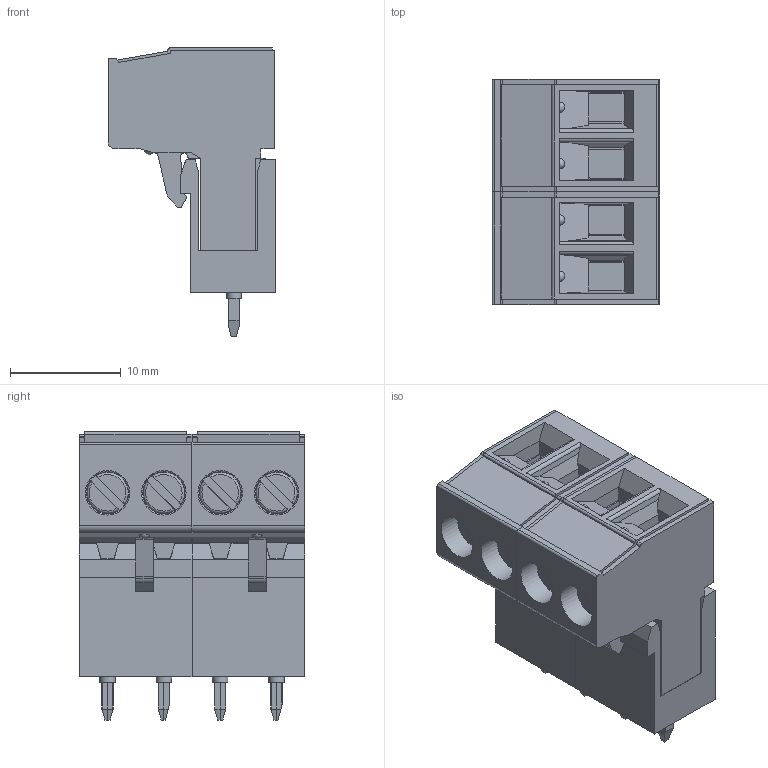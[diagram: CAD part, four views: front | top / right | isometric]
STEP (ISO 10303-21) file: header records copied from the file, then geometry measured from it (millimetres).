
FILE_DESCRIPTION(/* description */ (''),/* implementation_level */ '2;1');
FILE_NAME(/* name */ 'Terminal_Block_Ver_Top_4.step',/* time_stamp */ '2018-12-16T21:01:10-05:00',/* author */ ('xdmattz'),/* organization */ (''),/* preprocessor_version */ 'ST-DEVELOPER v17.2',/* originating_system */ 'Autodesk Translation Framework v7.6.0.251',/* authorisation */ '');
FILE_SCHEMA (('AUTOMOTIVE_DESIGN { 1 0 10303 214 3 1 1 }'));
Length unit declared in the file: millimetre
Products named in the file (8): Vert_4; pxc_1758018_04_MSTBV-2-5-2-G-5-08_3D v1; pxc_1757019_05_MSTB-2-5-2-ST-5-08_3D v1; pxc_1757019_05_MSTB-2-5-2-ST-5-08_3D v1_1; MSTB-2; MSTB-2.5-Clamp-sleeve; pxc_1758018_04_MSTBV-2-5-2-G-5-08_3D v1_1; mstbv_2.5-2-g-5
Assembly tree (12 placements, depth 3):
  Vert_4
    pxc_1758018_04_MSTBV-2-5-2-G-5-08_3D v1
      mstbv_2.5-2-g-5
    pxc_1757019_05_MSTB-2-5-2-ST-5-08_3D v1
      MSTB-2.5-Clamp-sleeve  x2
      MSTB-2
    pxc_1757019_05_MSTB-2-5-2-ST-5-08_3D v1_1
      MSTB-2.5-Clamp-sleeve  x2
      MSTB-2
    pxc_1758018_04_MSTBV-2-5-2-G-5-08_3D v1_1
      mstbv_2.5-2-g-5
Bounding box: 15.14 x 20.32 x 26 mm (x, y, z)
Volume: 4034.8 mm3; surface area: 5717.9 mm2
Topology: 8 solids, 8 shells, 720 faces, 1770 edges, 1100 vertices
Faces by surface type: plane 594, cylinder 92, cone 16, sphere 10, torus 8
Full cylindrical faces by diameter (mm): 1.4 x4, 1.53 x4, 2.8 x2, 3 x4, 4 x4
Entity records: 10518 total; most frequent: CARTESIAN_POINT 1813, DIRECTION 1709, ORIENTED_EDGE 1674, EDGE_CURVE 837, LINE 649, VECTOR 649, AXIS2_PLACEMENT_3D 530, VERTEX_POINT 518
